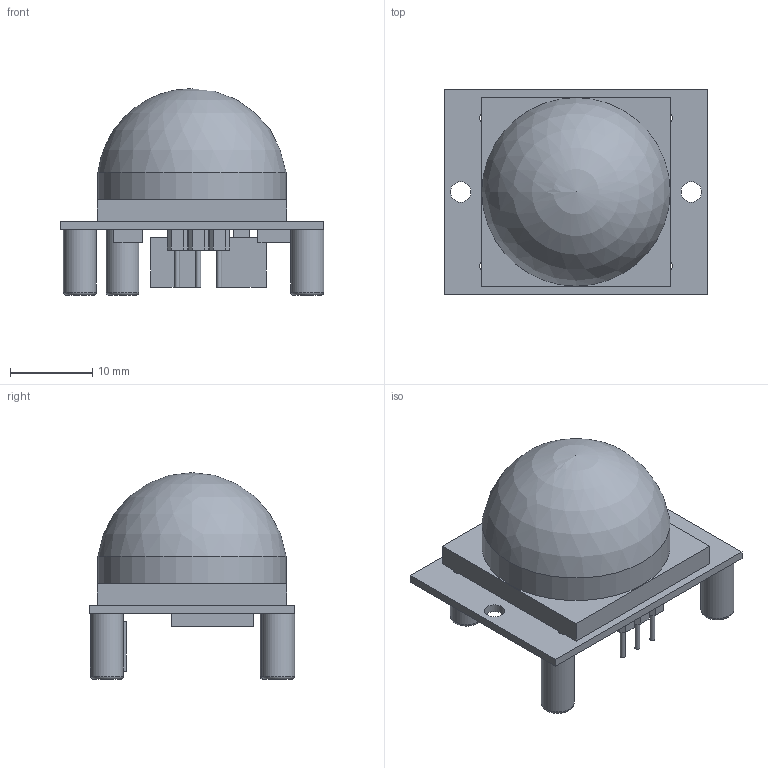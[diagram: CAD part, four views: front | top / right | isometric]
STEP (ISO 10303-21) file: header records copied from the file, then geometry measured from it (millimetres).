
FILE_DESCRIPTION(('FreeCAD Model'),'2;1');
FILE_NAME('HCSR501.step', '2020-09-02T21:20:52',('Author'),(''), 'Open CASCADE STEP processor 7.3','FreeCAD','Unknown');
FILE_SCHEMA(('AUTOMOTIVE_DESIGN { 1 0 10303 214 1 1 1 1 }'));
Length unit declared in the file: millimetre
Products named in the file (1): hcsr501
Bounding box: 32 x 25 x 25.1 mm (x, y, z)
Volume: 3357.5 mm3; surface area: 4724.9 mm2
Topology: 1 solids, 4 shells, 205 faces, 507 edges, 326 vertices
Faces by surface type: plane 167, cylinder 32, torus 4, sphere 2
Full cylindrical faces by diameter (mm): 0.6 x3, 1 x4, 1.105 x1, 1.4 x4, 2.5 x2, 4 x4, 21.831 x1, 22.846 x1
Entity records: 13841 total; most frequent: CARTESIAN_POINT 2392, DIRECTION 1757, LINE 1146, VECTOR 1146, ORIENTED_EDGE 1012, PCURVE 1012, DEFINITIONAL_REPRESENTATION 1012, EDGE_CURVE 506
